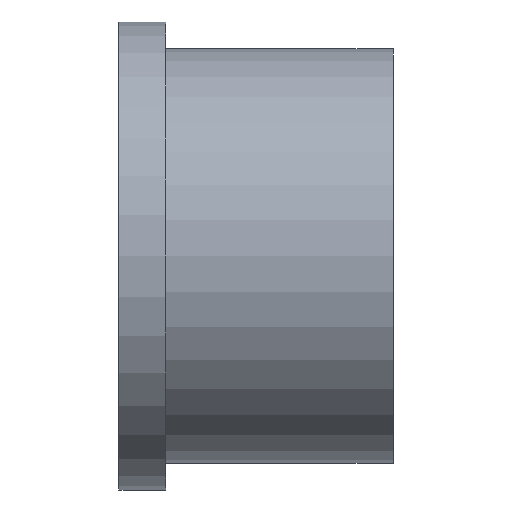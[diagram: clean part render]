
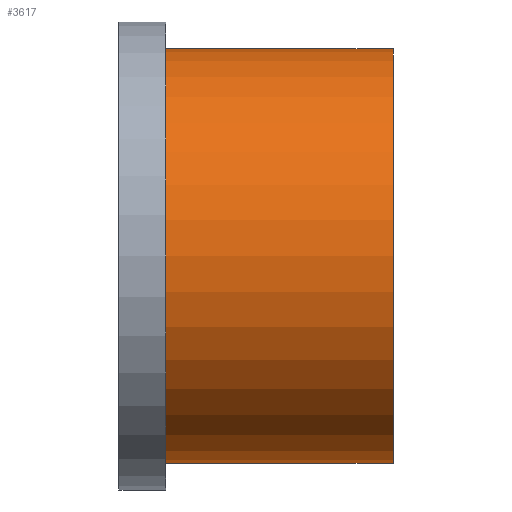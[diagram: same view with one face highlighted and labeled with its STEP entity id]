
A CAD part, front view. The second image highlights one B-rep face of the part: STEP entity #3617.
In plain terms, the highlighted cylindrical face has radius 15.5 mm (diameter 31 mm), a partial arc.
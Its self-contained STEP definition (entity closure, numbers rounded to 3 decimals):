
#271 = FACE_OUTER_BOUND ( 'NONE', #1453, .T. ) ;
#288 = VERTEX_POINT ( 'NONE', #2321 ) ;
#411 = VERTEX_POINT ( 'NONE', #1344 ) ;
#450 = CARTESIAN_POINT ( 'NONE',  ( -36.703, 0., 15.5 ) ) ;
#731 = AXIS2_PLACEMENT_3D ( 'NONE', #759, #1410, #1754 ) ;
#759 = CARTESIAN_POINT ( 'NONE',  ( -4., 0., 0. ) ) ;
#870 = AXIS2_PLACEMENT_3D ( 'NONE', #1895, #3960, #2926 ) ;
#945 = DIRECTION ( 'NONE',  ( -1., 0., 0. ) ) ;
#1162 = CARTESIAN_POINT ( 'NONE',  ( -36.703, 0., -15.5 ) ) ;
#1344 = CARTESIAN_POINT ( 'NONE',  ( 13., 0., -15.5 ) ) ;
#1410 = DIRECTION ( 'NONE',  ( -1., 0., 0. ) ) ;
#1453 = EDGE_LOOP ( 'NONE', ( #1881, #1921, #2331, #3287 ) ) ;
#1493 = CIRCLE ( 'NONE', #731, 15.5 ) ;
#1600 = VERTEX_POINT ( 'NONE', #3701 ) ;
#1629 = AXIS2_PLACEMENT_3D ( 'NONE', #2320, #945, #2603 ) ;
#1690 = VERTEX_POINT ( 'NONE', #3509 ) ;
#1754 = DIRECTION ( 'NONE',  ( 0., 0., 1. ) ) ;
#1881 = ORIENTED_EDGE ( 'NONE', *, *, #2967, .F. ) ;
#1895 = CARTESIAN_POINT ( 'NONE',  ( 13., 0., 0. ) ) ;
#1921 = ORIENTED_EDGE ( 'NONE', *, *, #3749, .T. ) ;
#2083 = LINE ( 'NONE', #1162, #3689 ) ;
#2320 = CARTESIAN_POINT ( 'NONE',  ( -36.703, 0., 0. ) ) ;
#2321 = CARTESIAN_POINT ( 'NONE',  ( 13., 0., 15.5 ) ) ;
#2331 = ORIENTED_EDGE ( 'NONE', *, *, #3227, .T. ) ;
#2603 = DIRECTION ( 'NONE',  ( 0., 0., 1. ) ) ;
#2732 = CIRCLE ( 'NONE', #870, 15.5 ) ;
#2926 = DIRECTION ( 'NONE',  ( 0., 0., 1. ) ) ;
#2967 = EDGE_CURVE ( 'NONE', #411, #1600, #2083, .T. ) ;
#3097 = DIRECTION ( 'NONE',  ( -1., 0., 0. ) ) ;
#3227 = EDGE_CURVE ( 'NONE', #288, #1690, #3364, .T. ) ;
#3287 = ORIENTED_EDGE ( 'NONE', *, *, #3982, .F. ) ;
#3364 = LINE ( 'NONE', #450, #3620 ) ;
#3509 = CARTESIAN_POINT ( 'NONE',  ( -4., 0., 15.5 ) ) ;
#3617 = ADVANCED_FACE ( 'NONE', ( #271 ), #3887, .T. ) ;
#3620 = VECTOR ( 'NONE', #4075, 1000. ) ;
#3689 = VECTOR ( 'NONE', #3097, 1000. ) ;
#3701 = CARTESIAN_POINT ( 'NONE',  ( -4., 0., -15.5 ) ) ;
#3749 = EDGE_CURVE ( 'NONE', #411, #288, #2732, .T. ) ;
#3887 = CYLINDRICAL_SURFACE ( 'NONE', #1629, 15.5 ) ;
#3960 = DIRECTION ( 'NONE',  ( -1., 0., 0. ) ) ;
#3982 = EDGE_CURVE ( 'NONE', #1600, #1690, #1493, .T. ) ;
#4075 = DIRECTION ( 'NONE',  ( -1., 0., 0. ) ) ;
